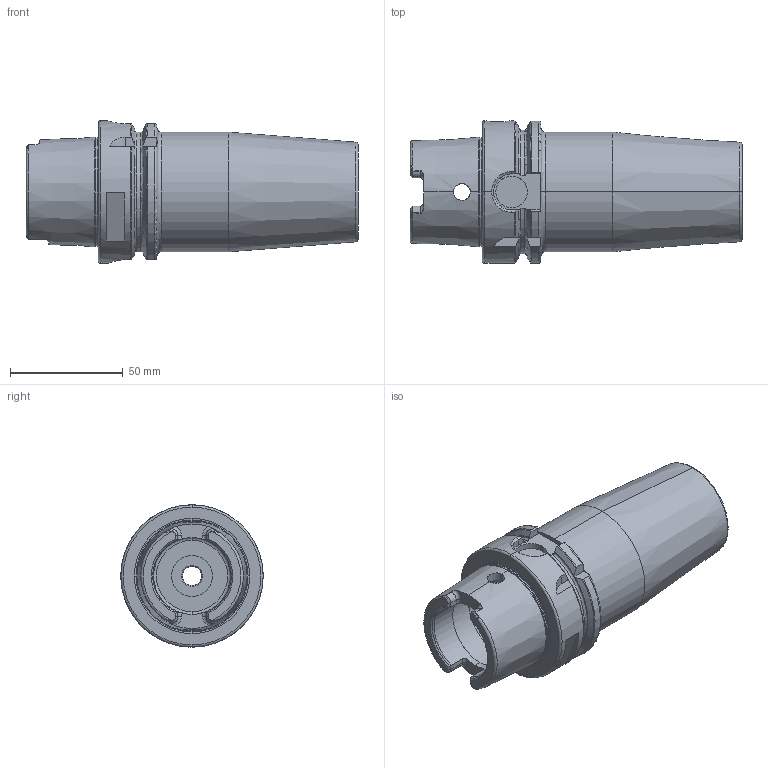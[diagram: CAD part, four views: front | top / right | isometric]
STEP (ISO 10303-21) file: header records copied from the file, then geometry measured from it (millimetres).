
FILE_DESCRIPTION (( 'STEP AP203' ), '1' );
FILE_NAME ('HA63A220-25115HP1.STEP', '2020-09-28T03:59:34', ( 'user' ), ( '' ), 'SwSTEP 2.0', 'SolidWorks 2013', '' );
FILE_SCHEMA (( 'CONFIG_CONTROL_DESIGN' ));
Length unit declared in the file: millimetre
Products named in the file (1): HA63A220-25115HP1
Bounding box: 147 x 63 x 63 mm (x, y, z)
Volume: 221355.5 mm3; surface area: 41627.2 mm2
Topology: 1 solids, 1 shells, 209 faces, 527 edges, 324 vertices
Faces by surface type: plane 70, cylinder 52, torus 39, cone 36, bspline 12
Entity records: 7726 total; most frequent: CARTESIAN_POINT 2832, ORIENTED_EDGE 1054, DIRECTION 959, EDGE_CURVE 527, AXIS2_PLACEMENT_3D 389, VERTEX_POINT 324, EDGE_LOOP 219, ADVANCED_FACE 209
